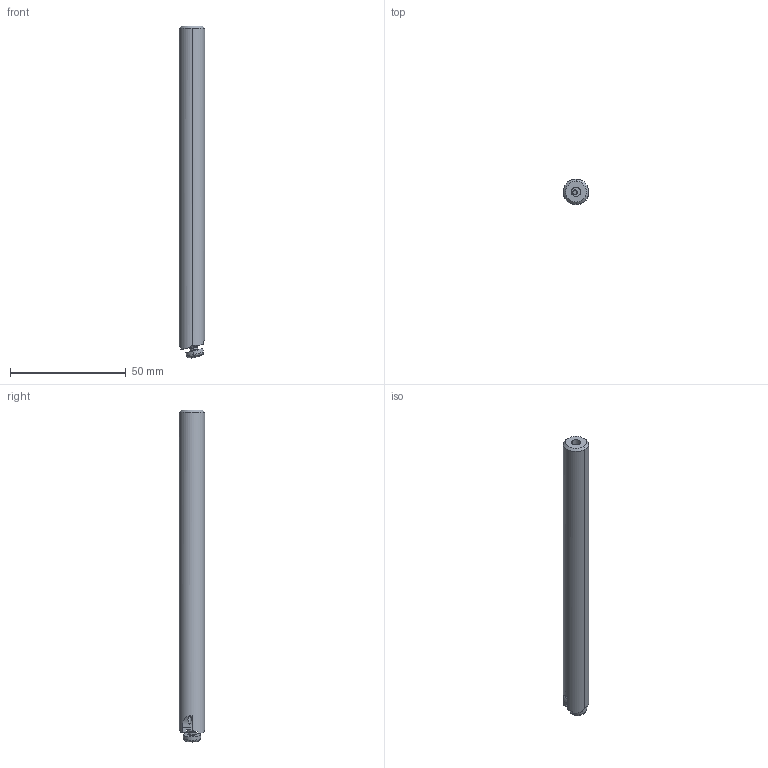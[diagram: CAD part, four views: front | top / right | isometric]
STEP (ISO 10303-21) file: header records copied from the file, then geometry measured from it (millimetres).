
FILE_DESCRIPTION(('no description'),'unknown implementation level');
FILE_NAME('F1C31239-F605-4E73-A947-B30A39041575_export.stp',' ',('CIMSOURCE GmbH'),('CADClick - KiM GmbH - www.kimweb.de'),'unknown preprocess','ACIS','unknown authorization');
FILE_SCHEMA(('automotive_design'));
Length unit declared in the file: millimetre
Products named in the file (2): 615.371 Kaiser VSTH D11 X 140 HM _ D12-14|615.371 Kaiser VSTH D11 X 140 HM _ D12-14_Standard;NONE; 615.371 Kaiser VSTH D11 X 140 HM _ D12-14|690.137 Kaiser ETL M4_SW2,5 X 8_Standard;NONE
Bounding box: 11 x 11 x 143.66 mm (x, y, z)
Volume: 11579.3 mm3; surface area: 6937.6 mm2
Topology: 2 solids, 2 shells, 69 faces, 160 edges, 97 vertices
Faces by surface type: plane 25, cylinder 24, cone 14, torus 6
Entity records: 3907 total; most frequent: CARTESIAN_POINT 499, DIRECTION 335, STYLED_ITEM 324, PRESENTATION_STYLE_ASSIGNMENT 324, COLOUR_RGB 324, ORIENTED_EDGE 312, EDGE_CURVE 156, CURVE_STYLE 156
